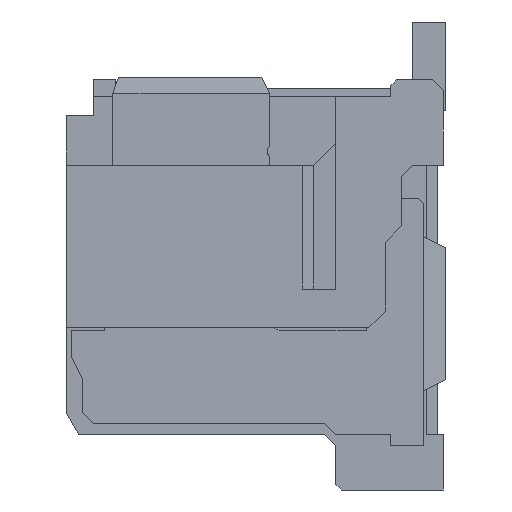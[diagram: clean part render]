
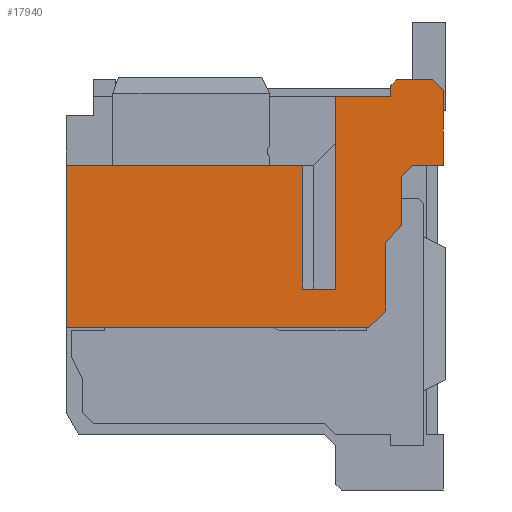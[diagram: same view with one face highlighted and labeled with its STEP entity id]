
A CAD part, left-side view. The second image highlights one B-rep face of the part: STEP entity #17940.
In plain terms, the highlighted planar face has unit normal (-1, 0, 0).
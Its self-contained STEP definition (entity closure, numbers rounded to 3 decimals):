
#65=DIRECTION('',(0.,0.,-1.));
#66=VECTOR('',#65,0.2);
#67=CARTESIAN_POINT('',(-10.,-2.6,5.925));
#68=LINE('',#67,#66);
#2894=DIRECTION('',(0.,-1.,0.));
#2895=VECTOR('',#2894,0.55);
#2896=CARTESIAN_POINT('',(-10.,-3.,4.475));
#2897=LINE('',#2896,#2895);
#5467=DIRECTION('',(0.,0.707,-0.707));
#5468=VECTOR('',#5467,0.141);
#5469=CARTESIAN_POINT('',(-10.,-2.7,6.025));
#5470=LINE('',#5469,#5468);
#5471=DIRECTION('',(0.,1.,0.));
#5472=VECTOR('',#5471,0.65);
#5473=CARTESIAN_POINT('',(-10.,-3.35,6.025));
#5474=LINE('',#5473,#5472);
#5475=DIRECTION('',(0.,0.707,0.707));
#5476=VECTOR('',#5475,0.283);
#5477=CARTESIAN_POINT('',(-10.,-3.55,5.825));
#5478=LINE('',#5477,#5476);
#5479=DIRECTION('',(0.,0.,1.));
#5480=VECTOR('',#5479,1.35);
#5481=CARTESIAN_POINT('',(-10.,-3.55,4.475));
#5482=LINE('',#5481,#5480);
#5483=DIRECTION('',(0.,0.707,-0.707));
#5484=VECTOR('',#5483,0.283);
#5485=CARTESIAN_POINT('',(-10.,-3.,4.475));
#5486=LINE('',#5485,#5484);
#5487=DIRECTION('',(0.,0.,-1.));
#5488=VECTOR('',#5487,0.9);
#5489=CARTESIAN_POINT('',(-10.,-2.8,4.275));
#5490=LINE('',#5489,#5488);
#5491=DIRECTION('',(0.,0.707,-0.707));
#5492=VECTOR('',#5491,0.424);
#5493=CARTESIAN_POINT('',(-10.,-2.8,3.375));
#5494=LINE('',#5493,#5492);
#5495=DIRECTION('',(0.,0.,-1.));
#5496=VECTOR('',#5495,1.25);
#5497=CARTESIAN_POINT('',(-10.,-2.5,3.075));
#5498=LINE('',#5497,#5496);
#5499=DIRECTION('',(0.,0.707,-0.707));
#5500=VECTOR('',#5499,0.424);
#5501=CARTESIAN_POINT('',(-10.,-2.5,1.825));
#5502=LINE('',#5501,#5500);
#5503=DIRECTION('',(0.,-1.,0.));
#5504=VECTOR('',#5503,5.5);
#5505=CARTESIAN_POINT('',(-10.,3.3,1.525));
#5506=LINE('',#5505,#5504);
#5507=DIRECTION('',(0.,0.,-1.));
#5508=VECTOR('',#5507,2.95);
#5509=CARTESIAN_POINT('',(-10.,3.3,4.475));
#5510=LINE('',#5509,#5508);
#5511=DIRECTION('',(0.,-1.,0.));
#5512=VECTOR('',#5511,4.3);
#5513=CARTESIAN_POINT('',(-10.,3.3,4.475));
#5514=LINE('',#5513,#5512);
#5515=DIRECTION('',(0.,0.,1.));
#5516=VECTOR('',#5515,2.25);
#5517=CARTESIAN_POINT('',(-10.,-1.,2.225));
#5518=LINE('',#5517,#5516);
#5519=DIRECTION('',(0.,1.,0.));
#5520=VECTOR('',#5519,0.6);
#5521=CARTESIAN_POINT('',(-10.,-1.6,2.225));
#5522=LINE('',#5521,#5520);
#5523=DIRECTION('',(0.,-1.,0.));
#5524=VECTOR('',#5523,1.);
#5525=CARTESIAN_POINT('',(-10.,-1.6,5.725));
#5526=LINE('',#5525,#5524);
#7895=DIRECTION('',(0.,0.,-1.));
#7896=VECTOR('',#7895,3.5);
#7897=CARTESIAN_POINT('',(-10.,-1.6,5.725));
#7898=LINE('',#7897,#7896);
#8145=CARTESIAN_POINT('',(-10.,-3.55,4.475));
#8146=CARTESIAN_POINT('',(-10.,-3.55,5.825));
#8147=VERTEX_POINT('',#8145);
#8148=VERTEX_POINT('',#8146);
#8149=CARTESIAN_POINT('',(-10.,-3.35,6.025));
#8150=VERTEX_POINT('',#8149);
#8151=CARTESIAN_POINT('',(-10.,-2.7,6.025));
#8152=VERTEX_POINT('',#8151);
#8153=CARTESIAN_POINT('',(-10.,-2.6,5.925));
#8154=VERTEX_POINT('',#8153);
#8155=CARTESIAN_POINT('',(-10.,-3.,4.475));
#8156=CARTESIAN_POINT('',(-10.,-2.8,4.275));
#8157=VERTEX_POINT('',#8155);
#8158=VERTEX_POINT('',#8156);
#8159=CARTESIAN_POINT('',(-10.,-2.8,3.375));
#8160=VERTEX_POINT('',#8159);
#8161=CARTESIAN_POINT('',(-10.,-2.5,3.075));
#8162=VERTEX_POINT('',#8161);
#8163=CARTESIAN_POINT('',(-10.,-2.5,1.825));
#8164=VERTEX_POINT('',#8163);
#8165=CARTESIAN_POINT('',(-10.,-2.2,1.525));
#8166=VERTEX_POINT('',#8165);
#8167=CARTESIAN_POINT('',(-10.,3.3,1.525));
#8168=VERTEX_POINT('',#8167);
#8191=CARTESIAN_POINT('',(-10.,3.3,4.475));
#8192=VERTEX_POINT('',#8191);
#8253=CARTESIAN_POINT('',(-10.,-1.6,2.225));
#8254=CARTESIAN_POINT('',(-10.,-1.,2.225));
#8255=VERTEX_POINT('',#8253);
#8256=VERTEX_POINT('',#8254);
#8257=CARTESIAN_POINT('',(-10.,-1.,4.475));
#8258=VERTEX_POINT('',#8257);
#8949=CARTESIAN_POINT('',(-10.,-1.6,5.725));
#8950=CARTESIAN_POINT('',(-10.,-2.6,5.725));
#8951=VERTEX_POINT('',#8949);
#8952=VERTEX_POINT('',#8950);
#17904=CARTESIAN_POINT('',(-10.,0.,-1.425));
#17905=DIRECTION('',(-1.,0.,0.));
#17906=DIRECTION('',(0.,0.,1.));
#17907=AXIS2_PLACEMENT_3D('',#17904,#17905,#17906);
#17908=PLANE('',#17907);
#17909=ORIENTED_EDGE('',*,*,#10802,.F.);
#17910=ORIENTED_EDGE('',*,*,#10921,.F.);
#17911=ORIENTED_EDGE('',*,*,#11134,.F.);
#17913=ORIENTED_EDGE('',*,*,#17912,.F.);
#17915=ORIENTED_EDGE('',*,*,#17914,.F.);
#17916=ORIENTED_EDGE('',*,*,#14334,.F.);
#17918=ORIENTED_EDGE('',*,*,#17917,.T.);
#17920=ORIENTED_EDGE('',*,*,#17919,.T.);
#17922=ORIENTED_EDGE('',*,*,#17921,.T.);
#17924=ORIENTED_EDGE('',*,*,#17923,.T.);
#17926=ORIENTED_EDGE('',*,*,#17925,.T.);
#17927=ORIENTED_EDGE('',*,*,#17426,.F.);
#17928=ORIENTED_EDGE('',*,*,#17175,.F.);
#17930=ORIENTED_EDGE('',*,*,#17929,.T.);
#17932=ORIENTED_EDGE('',*,*,#17931,.F.);
#17934=ORIENTED_EDGE('',*,*,#17933,.F.);
#17936=ORIENTED_EDGE('',*,*,#17935,.F.);
#17937=ORIENTED_EDGE('',*,*,#17882,.T.);
#17938=EDGE_LOOP('',(#17909,#17910,#17911,#17913,#17915,#17916,#17918,#17920,
#17922,#17924,#17926,#17927,#17928,#17930,#17932,#17934,#17936,#17937));
#17939=FACE_OUTER_BOUND('',#17938,.F.);
#17940=ADVANCED_FACE('',(#17939),#17908,.T.);
#10802=EDGE_CURVE('',#8154,#8952,#68,.T.);
#10921=EDGE_CURVE('',#8152,#8154,#5470,.T.);
#11134=EDGE_CURVE('',#8150,#8152,#5474,.T.);
#14334=EDGE_CURVE('',#8157,#8147,#2897,.T.);
#17175=EDGE_CURVE('',#8192,#8168,#5510,.T.);
#17426=EDGE_CURVE('',#8168,#8166,#5506,.T.);
#17882=EDGE_CURVE('',#8951,#8952,#5526,.T.);
#17912=EDGE_CURVE('',#8148,#8150,#5478,.T.);
#17914=EDGE_CURVE('',#8147,#8148,#5482,.T.);
#17917=EDGE_CURVE('',#8157,#8158,#5486,.T.);
#17919=EDGE_CURVE('',#8158,#8160,#5490,.T.);
#17921=EDGE_CURVE('',#8160,#8162,#5494,.T.);
#17923=EDGE_CURVE('',#8162,#8164,#5498,.T.);
#17925=EDGE_CURVE('',#8164,#8166,#5502,.T.);
#17929=EDGE_CURVE('',#8192,#8258,#5514,.T.);
#17931=EDGE_CURVE('',#8256,#8258,#5518,.T.);
#17933=EDGE_CURVE('',#8255,#8256,#5522,.T.);
#17935=EDGE_CURVE('',#8951,#8255,#7898,.T.);
